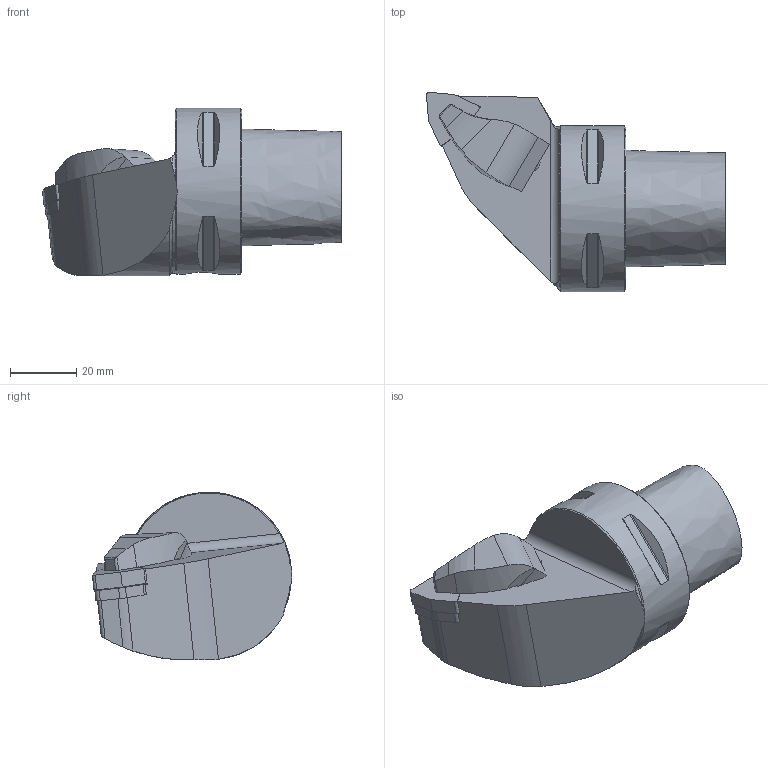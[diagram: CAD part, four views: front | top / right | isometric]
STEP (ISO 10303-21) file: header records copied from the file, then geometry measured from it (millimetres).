
FILE_DESCRIPTION(/* description */ (''),/* implementation_level */ '2;1');
FILE_NAME(/* name */ 'AC5 TWLNL 35060 08 H.stp',/* time_stamp */ '2024-12-12T12:47:49+03:00',/* author */ (''),/* organization */ (''),/* preprocessor_version */ 'ST-DEVELOPER v19.4',/* originating_system */ 'SIEMENS PLM Software NX2306.5001',/* authorisation */ '');
FILE_SCHEMA (('AUTOMOTIVE_DESIGN { 1 0 10303 214 3 1 1 1 }'));
Length unit declared in the file: millimetre
Products named in the file (1): AC5 TWLNR 35060 08 H-LIGHT_objects
Bounding box: 90 x 60 x 50.5 mm (x, y, z)
Volume: 106045.9 mm3; surface area: 16523.2 mm2
Topology: 2 solids, 2 shells, 122 faces, 326 edges, 216 vertices
Faces by surface type: plane 63, cylinder 39, cone 13, torus 3, bspline 3, extrusion 1
Full cylindrical faces by diameter (mm): 4 x1, 10 x1, 50 x1
Entity records: 4656 total; most frequent: CARTESIAN_POINT 1493, ORIENTED_EDGE 620, DIRECTION 592, EDGE_CURVE 310, AXIS2_PLACEMENT_3D 217, VERTEX_POINT 210, VECTOR 158, LINE 157
